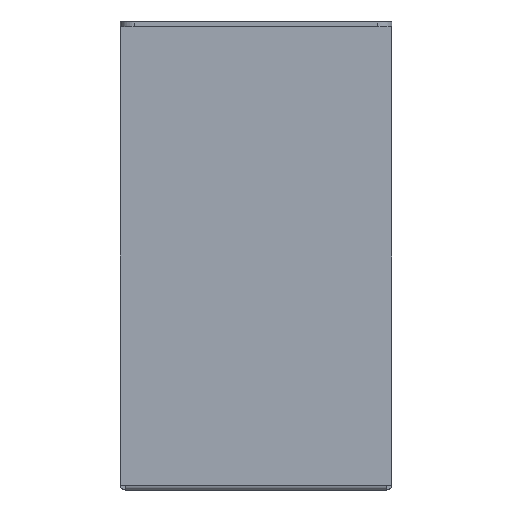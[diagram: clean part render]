
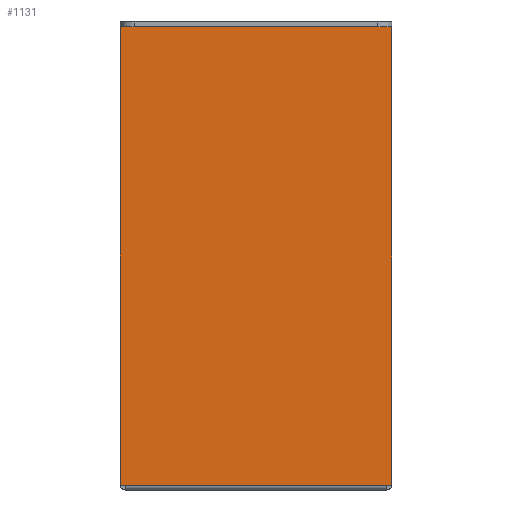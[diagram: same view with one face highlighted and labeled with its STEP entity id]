
A CAD part, front view. The second image highlights one B-rep face of the part: STEP entity #1131.
In plain terms, the highlighted planar face has unit normal (0, -1, 0).
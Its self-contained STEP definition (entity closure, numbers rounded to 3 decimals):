
#70=PLANE('',#1252);
#114=LINE('',#1751,#214);
#117=LINE('',#1760,#217);
#122=LINE('',#1770,#222);
#164=LINE('',#1897,#264);
#170=LINE('',#1906,#270);
#173=LINE('',#1911,#273);
#214=VECTOR('',#1409,2.1);
#217=VECTOR('',#1420,111.8);
#222=VECTOR('',#1429,2.1);
#264=VECTOR('',#1567,116.);
#270=VECTOR('',#1579,195.8);
#273=VECTOR('',#1586,195.8);
#361=FACE_OUTER_BOUND('',#454,.T.);
#454=EDGE_LOOP('',(#1015,#1016,#1017,#1018,#1019,#1020));
#552=VERTEX_POINT('',#1747);
#554=VERTEX_POINT('',#1750);
#556=VERTEX_POINT('',#1759);
#558=VERTEX_POINT('',#1765);
#595=VERTEX_POINT('',#1888);
#596=VERTEX_POINT('',#1892);
#661=EDGE_CURVE('',#554,#552,#114,.T.);
#666=EDGE_CURVE('',#556,#554,#117,.T.);
#672=EDGE_CURVE('',#558,#556,#122,.T.);
#734=EDGE_CURVE('',#595,#596,#164,.T.);
#740=EDGE_CURVE('',#558,#596,#170,.T.);
#743=EDGE_CURVE('',#595,#552,#173,.T.);
#1015=ORIENTED_EDGE('',*,*,#734,.T.);
#1016=ORIENTED_EDGE('',*,*,#740,.F.);
#1017=ORIENTED_EDGE('',*,*,#672,.T.);
#1018=ORIENTED_EDGE('',*,*,#666,.T.);
#1019=ORIENTED_EDGE('',*,*,#661,.T.);
#1020=ORIENTED_EDGE('',*,*,#743,.F.);
#1131=ADVANCED_FACE('',(#361),#70,.F.);
#1252=AXIS2_PLACEMENT_3D('',#1912,#1587,#1588);
#1409=DIRECTION('',(1.,0.,0.));
#1420=DIRECTION('',(1.,0.,0.));
#1429=DIRECTION('',(1.,0.,0.));
#1567=DIRECTION('',(-1.,0.,0.));
#1579=DIRECTION('',(0.,0.,1.));
#1586=DIRECTION('',(0.,0.,-1.));
#1587=DIRECTION('center_axis',(0.,1.,0.));
#1588=DIRECTION('ref_axis',(1.,0.,0.));
#1747=CARTESIAN_POINT('',(58.,-100.,2.1));
#1750=CARTESIAN_POINT('',(55.9,-100.,2.1));
#1751=CARTESIAN_POINT('',(0.,-100.,2.1));
#1759=CARTESIAN_POINT('',(-55.9,-100.,2.1));
#1760=CARTESIAN_POINT('',(0.,-100.,2.1));
#1765=CARTESIAN_POINT('',(-58.,-100.,2.1));
#1770=CARTESIAN_POINT('',(0.,-100.,2.1));
#1888=CARTESIAN_POINT('',(58.,-100.,197.9));
#1892=CARTESIAN_POINT('',(-58.,-100.,197.9));
#1897=CARTESIAN_POINT('',(-29.,-100.,197.9));
#1906=CARTESIAN_POINT('',(-58.,-100.,2.1));
#1911=CARTESIAN_POINT('',(58.,-100.,-0.979));
#1912=CARTESIAN_POINT('Origin',(0.,-100.,
100.28));
